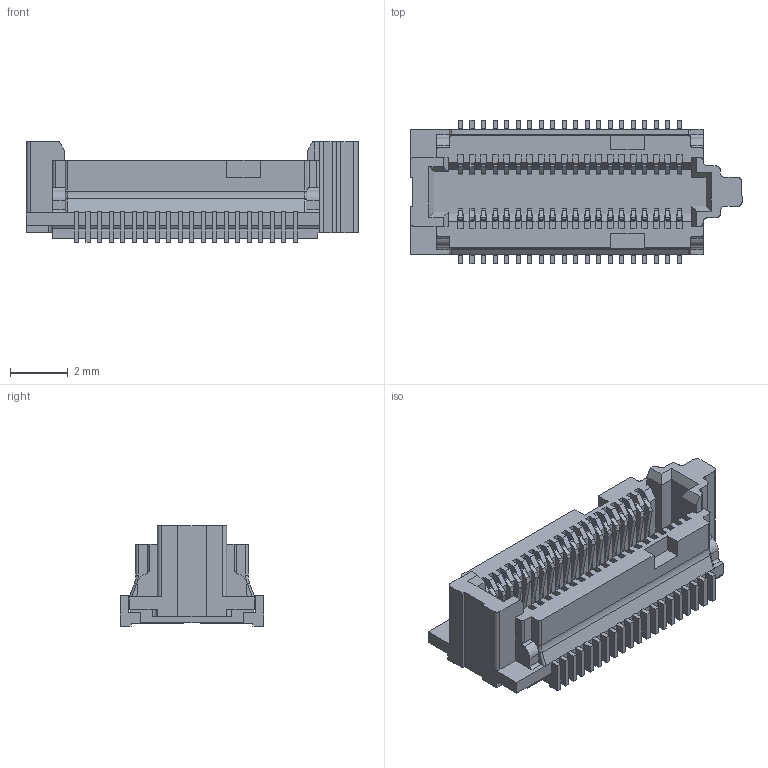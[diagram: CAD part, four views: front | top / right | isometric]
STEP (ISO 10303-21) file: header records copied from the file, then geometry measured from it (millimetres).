
FILE_DESCRIPTION((''),'2;1');
FILE_NAME('SAMTEC_SS4-20-3.00-L-D-K-TR.stp','2013-06-25T12:10:06',(''),(''),'Mechanical Desktop 2011','Mechanical Desktop 2011',', , ');
FILE_SCHEMA(('AUTOMOTIVE_DESIGN { 1 2 10303 214 1 1 1 1 }'));
Length unit declared in the file: millimetre
Products named in the file (1): Product
Bounding box: 11.54 x 5 x 3.5 mm (x, y, z)
Volume: 83 mm3; surface area: 500.3 mm2
Topology: 81 solids, 81 shells, 1232 faces, 3184 edges, 2114 vertices
Faces by surface type: plane 711, bspline 480, cylinder 37, torus 4
Entity records: 36860 total; most frequent: CARTESIAN_POINT 8079, ORIENTED_EDGE 6368, DIRECTION 4773, EDGE_CURVE 3184, VECTOR 3093, LINE 3093, VERTEX_POINT 2114, EDGE_LOOP 1232
